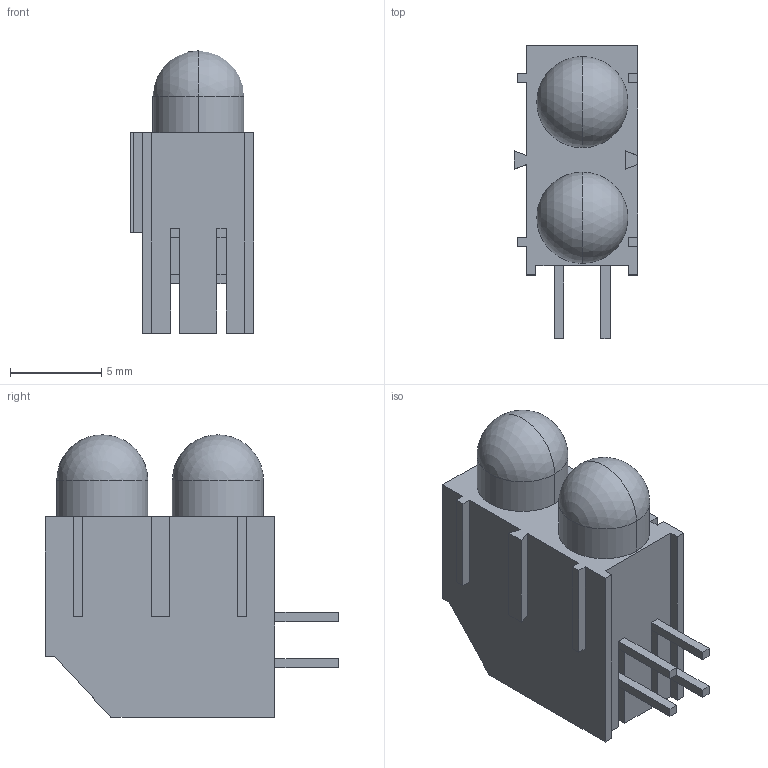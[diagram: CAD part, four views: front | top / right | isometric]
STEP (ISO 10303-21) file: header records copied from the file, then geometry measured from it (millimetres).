
FILE_DESCRIPTION (( 'STEP AP214' ), '1' );
FILE_NAME ('1503EB.STEP', '2008-08-28T20:54:52', ( '' ), ( '' ), 'SwSTEP 2.0', 'SolidWorks 2008', '' );
FILE_SCHEMA (( 'AUTOMOTIVE_DESIGN' ));
Length unit declared in the file: millimetre
Products named in the file (1): 1503EB
Bounding box: 6.8 x 16.1 x 15.5 mm (x, y, z)
Volume: 890.8 mm3; surface area: 859.5 mm2
Topology: 1 solids, 1 shells, 363 faces, 987 edges, 652 vertices
Faces by surface type: plane 237, bspline 116, cylinder 6, sphere 4
Entity records: 20641 total; most frequent: CARTESIAN_POINT 8379, ORIENTED_EDGE 1958, DIRECTION 1259, EDGE_CURVE 979, VECTOR 731, LINE 731, VERTEX_POINT 648, EDGE_LOOP 393
